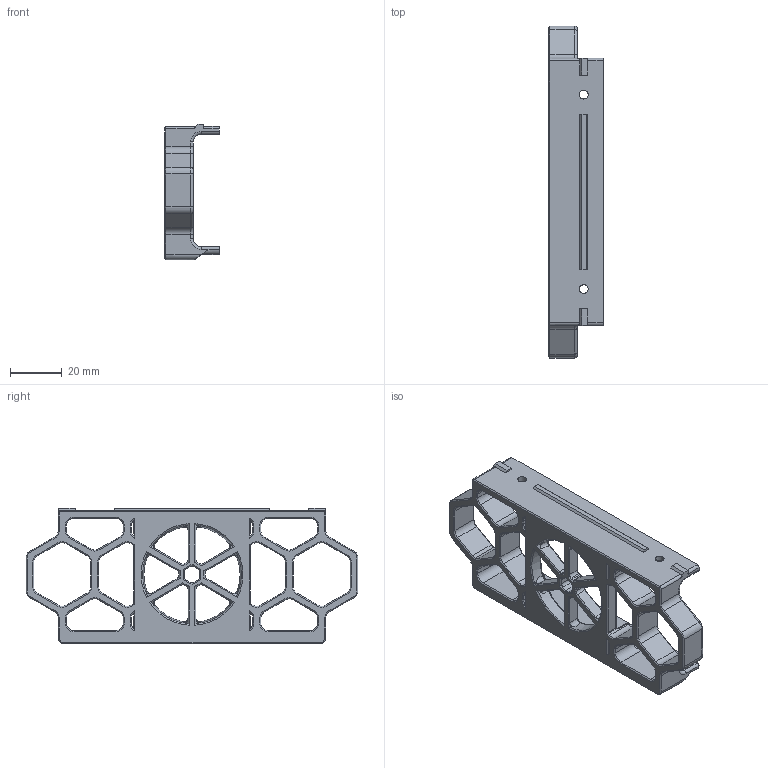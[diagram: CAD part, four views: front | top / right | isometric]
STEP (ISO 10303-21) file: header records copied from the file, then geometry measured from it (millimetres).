
FILE_DESCRIPTION (( 'STEP AP214' ), '1' );
FILE_NAME ('Bottom_Side_Skirt_Fan.STEP', '2024-04-17T15:00:13', ( '' ), ( '' ), 'SwSTEP 2.0', 'SolidWorks 2024', '' );
FILE_SCHEMA (( 'AUTOMOTIVE_DESIGN' ));
Length unit declared in the file: millimetre
Products named in the file (1): Bottom_Side_Skirt_Fan
Bounding box: 21 x 128 x 52.22 mm (x, y, z)
Volume: 30616.2 mm3; surface area: 21135.1 mm2
Topology: 1 solids, 1 shells, 662 faces, 1663 edges, 988 vertices
Faces by surface type: cylinder 232, plane 212, cone 86, torus 83, bspline 41, sphere 8
Entity records: 21570 total; most frequent: CARTESIAN_POINT 6096, ORIENTED_EDGE 3306, DIRECTION 3227, EDGE_CURVE 1653, AXIS2_PLACEMENT_3D 1207, VERTEX_POINT 988, VECTOR 813, LINE 813
